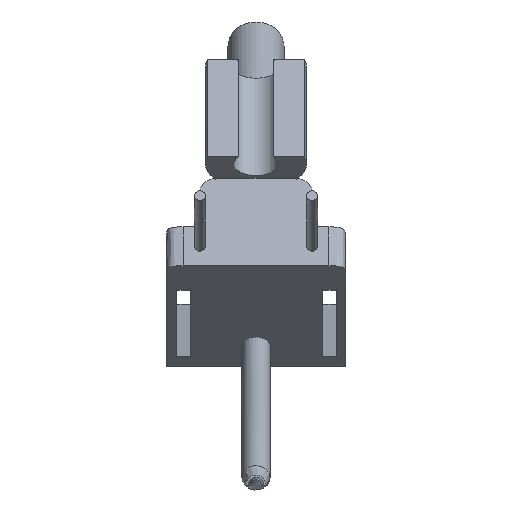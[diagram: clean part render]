
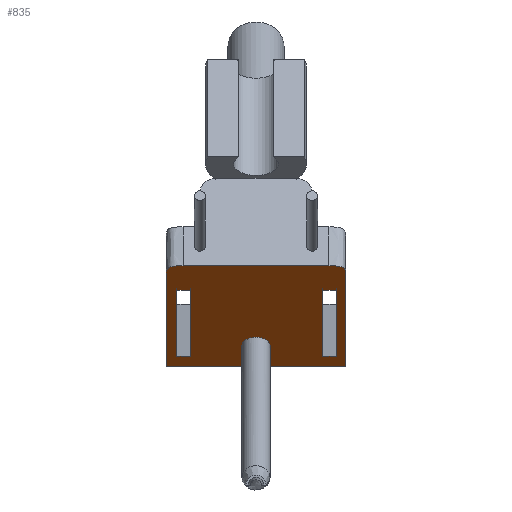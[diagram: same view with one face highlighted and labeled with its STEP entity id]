
A CAD part, front view. The second image highlights one B-rep face of the part: STEP entity #835.
In plain terms, the highlighted planar face has unit normal (0, -0.5, -0.866).
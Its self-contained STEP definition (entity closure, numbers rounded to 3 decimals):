
#64=FACE_BOUND('',#147,.T.);
#65=FACE_BOUND('',#148,.T.);
#66=FACE_BOUND('',#149,.T.);
#96=FACE_OUTER_BOUND('',#146,.T.);
#146=EDGE_LOOP('',(#690,#691,#692,#693,#694,#695));
#147=EDGE_LOOP('',(#696,#697,#698,#699));
#148=EDGE_LOOP('',(#700,#701,#702,#703));
#149=EDGE_LOOP('',(#704));
#169=B_SPLINE_CURVE_WITH_KNOTS('',3,(#1266,#1267,#1268,#1269,#1270,#1271,
#1272,#1273,#1274,#1275,#1276,#1277,#1278),.UNSPECIFIED.,.F.,.F.,(4,3,3,
3,4),(0.,0.089,0.178,0.223,0.312),
 .UNSPECIFIED.);
#172=B_SPLINE_CURVE_WITH_KNOTS('',3,(#1317,#1318,#1319,#1320,#1321,#1322,
#1323,#1324,#1325,#1326,#1327,#1328,#1329),.UNSPECIFIED.,.F.,.F.,(4,3,3,
3,4),(0.,0.089,0.178,0.223,0.312),
 .UNSPECIFIED.);
#192=LINE('',#1338,#272);
#194=LINE('',#1342,#274);
#196=LINE('',#1346,#276);
#198=LINE('',#1349,#278);
#200=LINE('',#1354,#280);
#202=LINE('',#1358,#282);
#204=LINE('',#1362,#284);
#206=LINE('',#1365,#286);
#208=LINE('',#1369,#288);
#210=LINE('',#1374,#290);
#211=LINE('',#1376,#291);
#234=LINE('',#1447,#314);
#272=VECTOR('',#966,10.);
#274=VECTOR('',#970,10.);
#276=VECTOR('',#974,10.);
#278=VECTOR('',#978,10.);
#280=VECTOR('',#982,10.);
#282=VECTOR('',#986,10.);
#284=VECTOR('',#990,10.);
#286=VECTOR('',#994,10.);
#288=VECTOR('',#998,10.);
#290=VECTOR('',#1004,10.);
#291=VECTOR('',#1007,10.);
#314=VECTOR('',#1084,10.);
#337=ELLIPSE('',#911,1.443,1.25);
#359=VERTEX_POINT('',#1260);
#360=VERTEX_POINT('',#1265);
#361=VERTEX_POINT('',#1311);
#362=VERTEX_POINT('',#1316);
#363=VERTEX_POINT('',#1335);
#364=VERTEX_POINT('',#1337);
#365=VERTEX_POINT('',#1341);
#366=VERTEX_POINT('',#1345);
#367=VERTEX_POINT('',#1351);
#368=VERTEX_POINT('',#1353);
#369=VERTEX_POINT('',#1357);
#370=VERTEX_POINT('',#1361);
#371=VERTEX_POINT('',#1367);
#372=VERTEX_POINT('',#1372);
#395=VERTEX_POINT('',#1452);
#439=EDGE_CURVE('',#359,#360,#169,.T.);
#442=EDGE_CURVE('',#361,#362,#172,.T.);
#445=EDGE_CURVE('',#364,#363,#192,.T.);
#447=EDGE_CURVE('',#365,#364,#194,.F.);
#449=EDGE_CURVE('',#366,#365,#196,.T.);
#451=EDGE_CURVE('',#363,#366,#198,.F.);
#453=EDGE_CURVE('',#368,#367,#200,.T.);
#455=EDGE_CURVE('',#369,#368,#202,.F.);
#457=EDGE_CURVE('',#370,#369,#204,.T.);
#459=EDGE_CURVE('',#367,#370,#206,.F.);
#461=EDGE_CURVE('',#361,#371,#208,.T.);
#464=EDGE_CURVE('',#371,#372,#210,.T.);
#465=EDGE_CURVE('',#372,#360,#211,.T.);
#501=EDGE_CURVE('',#359,#362,#234,.T.);
#503=EDGE_CURVE('',#395,#395,#337,.T.);
#690=ORIENTED_EDGE('',*,*,#501,.T.);
#691=ORIENTED_EDGE('',*,*,#442,.F.);
#692=ORIENTED_EDGE('',*,*,#461,.T.);
#693=ORIENTED_EDGE('',*,*,#464,.T.);
#694=ORIENTED_EDGE('',*,*,#465,.T.);
#695=ORIENTED_EDGE('',*,*,#439,.F.);
#696=ORIENTED_EDGE('',*,*,#457,.T.);
#697=ORIENTED_EDGE('',*,*,#455,.T.);
#698=ORIENTED_EDGE('',*,*,#453,.T.);
#699=ORIENTED_EDGE('',*,*,#459,.T.);
#700=ORIENTED_EDGE('',*,*,#449,.T.);
#701=ORIENTED_EDGE('',*,*,#447,.T.);
#702=ORIENTED_EDGE('',*,*,#445,.T.);
#703=ORIENTED_EDGE('',*,*,#451,.T.);
#704=ORIENTED_EDGE('',*,*,#503,.F.);
#799=PLANE('',#910);
#835=ADVANCED_FACE('',(#96,#64,#65,#66),#799,.F.);
#910=AXIS2_PLACEMENT_3D('',#1451,#1089,#1090);
#911=AXIS2_PLACEMENT_3D('',#1453,#1091,#1092);
#966=DIRECTION('',(0.,0.866,-0.5));
#970=DIRECTION('',(-1.,0.,0.));
#974=DIRECTION('',(0.,-0.866,0.5));
#978=DIRECTION('',(1.,0.,0.));
#982=DIRECTION('',(0.,0.866,-0.5));
#986=DIRECTION('',(-1.,0.,0.));
#990=DIRECTION('',(0.,-0.866,0.5));
#994=DIRECTION('',(1.,0.,0.));
#998=DIRECTION('',(0.,0.866,-0.5));
#1004=DIRECTION('',(1.,0.,0.));
#1007=DIRECTION('',(0.,-0.866,0.5));
#1084=DIRECTION('',(-1.,0.,0.));
#1089=DIRECTION('center_axis',(0.,0.5,0.866));
#1090=DIRECTION('ref_axis',(1.,0.,0.));
#1091=DIRECTION('center_axis',(0.,-0.5,-0.866));
#1092=DIRECTION('ref_axis',(0.,0.866,-0.5));
#1260=CARTESIAN_POINT('',(31.5,34.134,44.451));
#1265=CARTESIAN_POINT('',(33.,35.433,43.701));
#1266=CARTESIAN_POINT('Ctrl Pts',(31.5,34.134,44.451));
#1267=CARTESIAN_POINT('Ctrl Pts',(31.904,34.134,44.451));
#1268=CARTESIAN_POINT('Ctrl Pts',(32.155,34.167,44.432));
#1269=CARTESIAN_POINT('Ctrl Pts',(32.347,34.225,44.399));
#1270=CARTESIAN_POINT('Ctrl Pts',(32.539,34.282,44.366));
#1271=CARTESIAN_POINT('Ctrl Pts',(32.673,34.364,44.318));
#1272=CARTESIAN_POINT('Ctrl Pts',(32.772,34.486,44.248));
#1273=CARTESIAN_POINT('Ctrl Pts',(32.822,34.546,44.213));
#1274=CARTESIAN_POINT('Ctrl Pts',(32.863,34.617,44.172));
#1275=CARTESIAN_POINT('Ctrl Pts',(32.896,34.7,44.124));
#1276=CARTESIAN_POINT('Ctrl Pts',(32.963,34.867,44.028));
#1277=CARTESIAN_POINT('Ctrl Pts',(33.,35.083,43.903));
#1278=CARTESIAN_POINT('Ctrl Pts',(33.,35.433,43.701));
#1311=CARTESIAN_POINT('',(17.,35.433,43.701));
#1316=CARTESIAN_POINT('',(18.5,34.134,44.451));
#1317=CARTESIAN_POINT('Ctrl Pts',(17.,35.433,43.701));
#1318=CARTESIAN_POINT('Ctrl Pts',(17.,35.083,43.903));
#1319=CARTESIAN_POINT('Ctrl Pts',(17.038,34.867,44.028));
#1320=CARTESIAN_POINT('Ctrl Pts',(17.104,34.7,44.124));
#1321=CARTESIAN_POINT('Ctrl Pts',(17.171,34.534,44.22));
#1322=CARTESIAN_POINT('Ctrl Pts',(17.265,34.417,44.288));
#1323=CARTESIAN_POINT('Ctrl Pts',(17.406,34.332,44.337));
#1324=CARTESIAN_POINT('Ctrl Pts',(17.476,34.289,44.362));
#1325=CARTESIAN_POINT('Ctrl Pts',(17.557,34.253,44.382));
#1326=CARTESIAN_POINT('Ctrl Pts',(17.653,34.224,44.399));
#1327=CARTESIAN_POINT('Ctrl Pts',(17.845,34.166,44.432));
#1328=CARTESIAN_POINT('Ctrl Pts',(18.096,34.134,44.451));
#1329=CARTESIAN_POINT('Ctrl Pts',(18.5,34.134,44.451));
#1335=CARTESIAN_POINT('',(32.15,48.1,36.388));
#1337=CARTESIAN_POINT('',(32.15,37.9,42.277));
#1338=CARTESIAN_POINT('',(32.15,41.597,40.143));
#1341=CARTESIAN_POINT('',(30.95,37.9,42.277));
#1342=CARTESIAN_POINT('',(28.575,37.9,42.277));
#1345=CARTESIAN_POINT('',(30.95,48.1,36.388));
#1346=CARTESIAN_POINT('',(30.95,37.847,42.308));
#1349=CARTESIAN_POINT('',(27.975,48.1,36.388));
#1351=CARTESIAN_POINT('',(19.15,48.1,36.388));
#1353=CARTESIAN_POINT('',(19.15,37.9,42.277));
#1354=CARTESIAN_POINT('',(19.15,41.597,40.143));
#1357=CARTESIAN_POINT('',(17.95,37.9,42.277));
#1358=CARTESIAN_POINT('',(22.075,37.9,42.277));
#1361=CARTESIAN_POINT('',(17.95,48.1,36.388));
#1362=CARTESIAN_POINT('',(17.95,37.847,42.308));
#1365=CARTESIAN_POINT('',(21.475,48.1,36.388));
#1367=CARTESIAN_POINT('',(17.,49.723,35.451));
#1369=CARTESIAN_POINT('',(17.,34.134,44.451));
#1372=CARTESIAN_POINT('',(33.,49.723,35.451));
#1374=CARTESIAN_POINT('',(17.,49.723,35.451));
#1376=CARTESIAN_POINT('',(33.,49.723,35.451));
#1447=CARTESIAN_POINT('',(33.,34.134,44.451));
#1451=CARTESIAN_POINT('Origin',(25.,35.,43.951));
#1452=CARTESIAN_POINT('',(23.75,46.436,37.349));
#1453=CARTESIAN_POINT('Origin',(25.,46.436,37.349));
